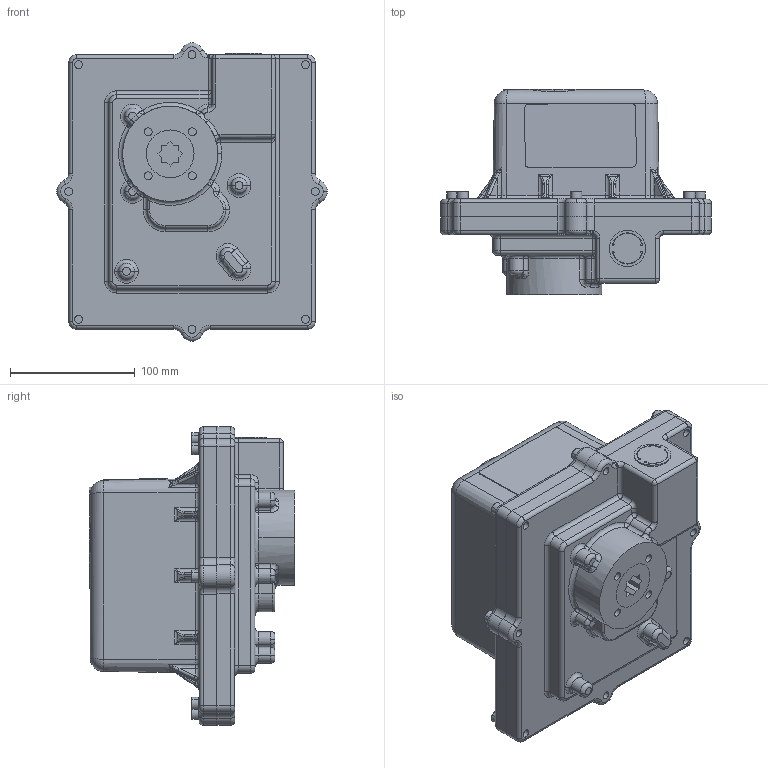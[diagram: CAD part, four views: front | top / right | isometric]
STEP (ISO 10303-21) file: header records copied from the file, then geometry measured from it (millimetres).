
FILE_DESCRIPTION (( 'STEP AP214' ), '1' );
FILE_NAME ('SR & SX Series Nema 7.STEP', '2014-05-08T17:41:48', ( 'Owner' ), ( '' ), 'SwSTEP 2.0', 'SolidWorks 2014', '' );
FILE_SCHEMA (( 'AUTOMOTIVE_DESIGN' ));
Length unit declared in the file: inch
Products named in the file (1): SR & SX Series Nema 7
Bounding box: 216.69 x 164.34 x 238.91 mm (x, y, z)
Volume: 3640887.1 mm3; surface area: 186066.4 mm2
Topology: 1 solids, 1 shells, 839 faces, 1930 edges, 1032 vertices
Faces by surface type: cylinder 287, plane 187, bspline 143, torus 93, cone 85, sphere 44
Entity records: 31370 total; most frequent: CARTESIAN_POINT 11162, DIRECTION 3679, ORIENTED_EDGE 3656, EDGE_CURVE 1828, AXIS2_PLACEMENT_3D 1497, VERTEX_POINT 1028, EDGE_LOOP 876, FACE_OUTER_BOUND 839
